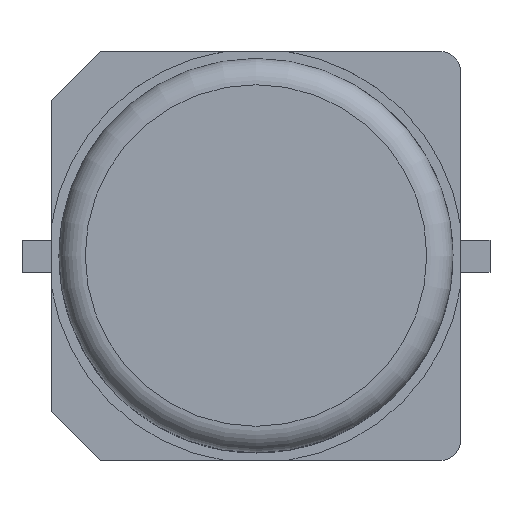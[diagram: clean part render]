
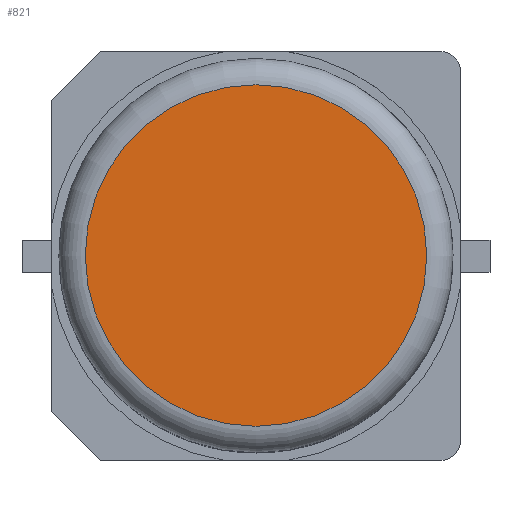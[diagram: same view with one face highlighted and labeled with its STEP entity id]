
A CAD part, top view. The second image highlights one B-rep face of the part: STEP entity #821.
In plain terms, the highlighted planar face has unit normal (0, 0, 1).
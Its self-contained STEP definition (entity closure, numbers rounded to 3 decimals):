
#34=DIRECTION('',(0.,0.,-1.));
#35=DIRECTION('',(-1.,0.,0.));
#203=DIRECTION('',(0.,0.,-1.));
#786=VERTEX_POINT('',#787);
#787=CARTESIAN_POINT('',(-3.467,0.,6.2));
#795=EDGE_CURVE('',#786,#786,#796,.T.);
#796=CIRCLE('',#797,3.467);
#797=AXIS2_PLACEMENT_3D('',#798,#34,#35);
#798=CARTESIAN_POINT('',(0.,0.,6.2));
#821=ADVANCED_FACE('',(#822),#825,.F.);
#822=FACE_BOUND('',#823,.F.);
#823=EDGE_LOOP('',(#824));
#824=ORIENTED_EDGE('',*,*,#795,.T.);
#825=PLANE('',#826);
#826=AXIS2_PLACEMENT_3D('',#798,#203,#35);
